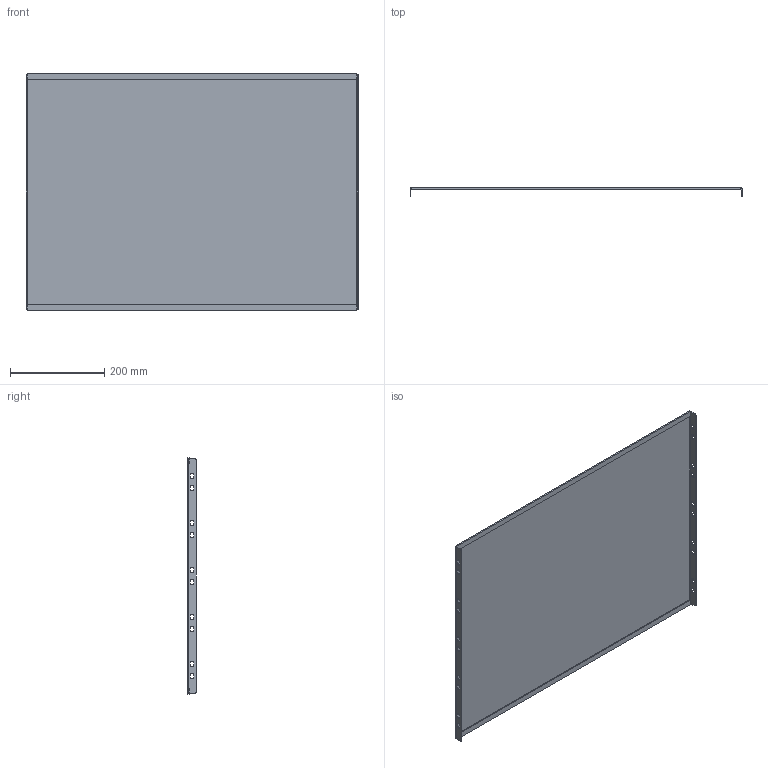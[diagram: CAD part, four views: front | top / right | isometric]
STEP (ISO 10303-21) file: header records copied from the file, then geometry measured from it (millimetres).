
FILE_DESCRIPTION (( 'STEP AP203' ), '1' );
FILE_NAME ('YKM40D-FO-VS-080-060 ÀÃÈÅ 275.00.005-04 Ïîëêà ðàçäåëèòåëüíàÿ.STEP', '2020-12-10T12:35:53', ( '' ), ( '' ), 'SwSTEP 2.0', 'SolidWorks 2017', '' );
FILE_SCHEMA (( 'CONFIG_CONTROL_DESIGN' ));
Length unit declared in the file: millimetre
Products named in the file (1): YKM40D-FO-VS-080-060  ÀÃÈÅ 275.00.005-04 Ïîëêà ðàçäåëèòåëüíàÿ
Bounding box: 706 x 18 x 503.1 mm (x, y, z)
Volume: 582201.3 mm3; surface area: 748365.6 mm2
Topology: 1 solids, 1 shells, 110 faces, 320 edges, 212 vertices
Faces by surface type: plane 66, cylinder 44
Entity records: 3797 total; most frequent: CARTESIAN_POINT 643, ORIENTED_EDGE 640, DIRECTION 630, EDGE_CURVE 320, VECTOR 232, LINE 232, VERTEX_POINT 212, AXIS2_PLACEMENT_3D 199
